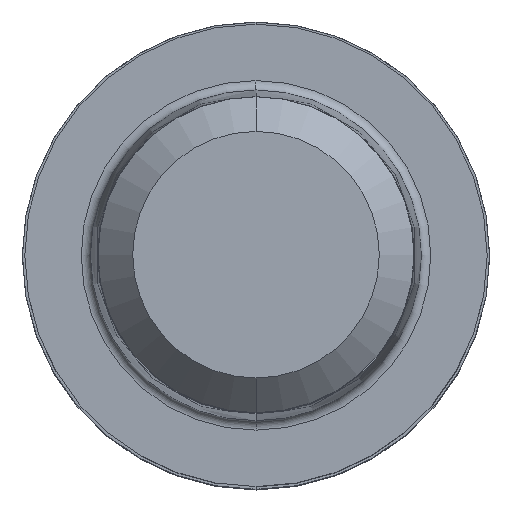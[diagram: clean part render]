
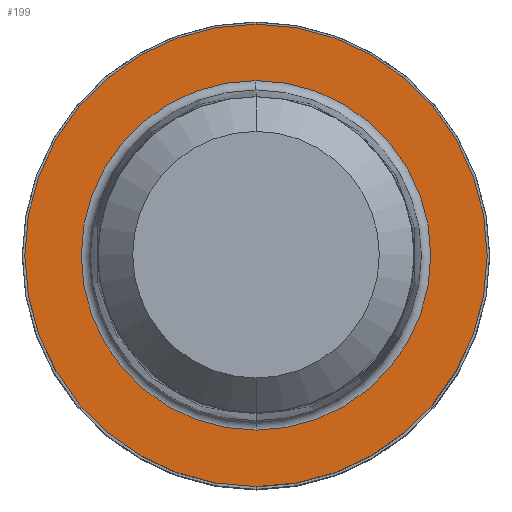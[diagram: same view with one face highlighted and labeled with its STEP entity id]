
A CAD part, top view. The second image highlights one B-rep face of the part: STEP entity #199.
In plain terms, the highlighted planar face has unit normal (0, 0, 1).
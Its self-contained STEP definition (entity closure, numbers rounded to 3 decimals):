
#199=ADVANCED_FACE('',(#550,#551),#552,.T.);
#331=VERTEX_POINT('',#700);
#353=EDGE_CURVE('',#331,#387,#727,.T.);
#363=VERTEX_POINT('',#737);
#387=VERTEX_POINT('',#765);
#389=VERTEX_POINT('',#767);
#403=EDGE_CURVE('',#389,#363,#783,.T.);
#413=EDGE_CURVE('',#387,#331,#795,.T.);
#505=EDGE_CURVE('',#363,#389,#897,.T.);
#550=FACE_OUTER_BOUND('',#939,.T.);
#551=FACE_BOUND('',#940,.T.);
#552=PLANE('',#941);
#700=CARTESIAN_POINT('',(0.0,5.935,0.01));
#727=CIRCLE('',#1174,5.935);
#737=CARTESIAN_POINT('',(0.0,7.85,0.01));
#765=CARTESIAN_POINT('',(0.,-5.935,0.01));
#767=CARTESIAN_POINT('',(0.,-7.85,0.01));
#783=CIRCLE('',#1242,7.85);
#795=CIRCLE('',#1257,5.935);
#897=CIRCLE('',#1382,7.85);
#939=EDGE_LOOP('',(#1420,#1421));
#940=EDGE_LOOP('',(#1422,#1423));
#941=AXIS2_PLACEMENT_3D('',#1424,#1425,#1426);
#1174=AXIS2_PLACEMENT_3D('',#1666,#1667,#1668);
#1242=AXIS2_PLACEMENT_3D('',#1727,#1728,#1729);
#1257=AXIS2_PLACEMENT_3D('',#1744,#1745,#1746);
#1382=AXIS2_PLACEMENT_3D('',#1866,#1867,#1868);
#1420=ORIENTED_EDGE('',*,*,#505,.F.);
#1421=ORIENTED_EDGE('',*,*,#403,.F.);
#1422=ORIENTED_EDGE('',*,*,#353,.T.);
#1423=ORIENTED_EDGE('',*,*,#413,.T.);
#1424=CARTESIAN_POINT('',(0.0,3.925,0.01));
#1425=DIRECTION('',(-0.0,0.0,1.0));
#1426=DIRECTION('',(0.0,-1.0,0.0));
#1666=CARTESIAN_POINT('',(0.0,0.0,0.01));
#1667=DIRECTION('',(0.0,0.0,-1.0));
#1668=DIRECTION('',(0.0,1.0,0.0));
#1727=CARTESIAN_POINT('',(0.0,0.0,0.01));
#1728=DIRECTION('',(0.0,0.0,-1.0));
#1729=DIRECTION('',(0.0,1.0,0.0));
#1744=CARTESIAN_POINT('',(0.0,0.0,0.01));
#1745=DIRECTION('',(0.0,0.0,-1.0));
#1746=DIRECTION('',(0.0,1.0,0.0));
#1866=CARTESIAN_POINT('',(0.0,0.0,0.01));
#1867=DIRECTION('',(0.0,0.0,-1.0));
#1868=DIRECTION('',(0.0,1.0,0.0));
